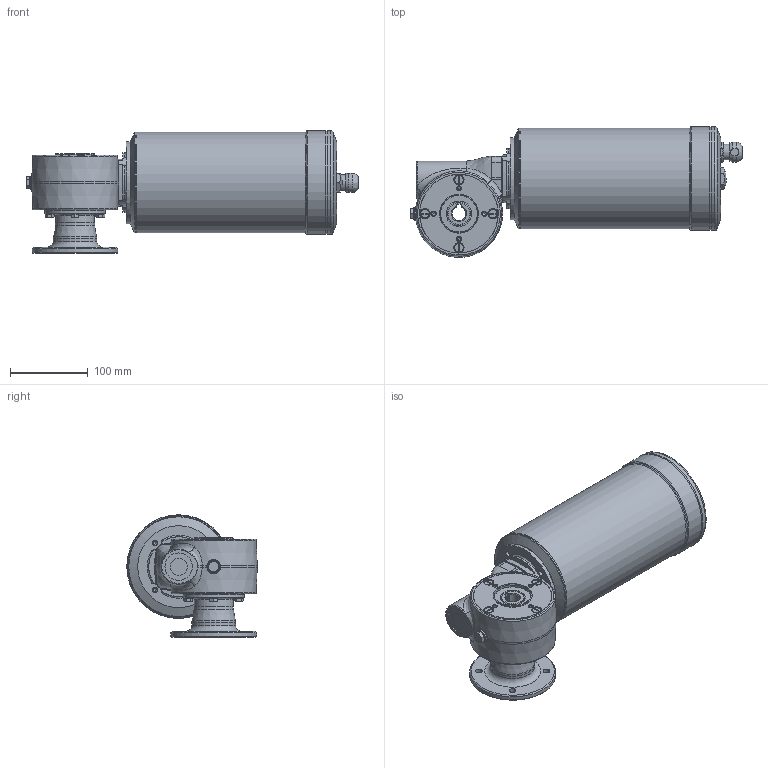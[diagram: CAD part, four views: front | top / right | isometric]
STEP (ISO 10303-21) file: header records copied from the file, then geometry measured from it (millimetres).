
FILE_DESCRIPTION( ( 'Unknown' ), '1' );
FILE_NAME( 'BFC724BDE456AF96581C7D05815A4.3d.stp', 'Unknown', ( 'Unknown' ), ( 'Unknown' ), 'PSStep 10.1', 'Unknown', ' ' );
FILE_SCHEMA( ( 'AUTOMOTIVE_DESIGN { 1 0 10303 214 1 1 1 1 }' ) );
Length unit declared in the file: millimetre
Products named in the file (1): N458800
Bounding box: 425.8 x 167.28 x 157 mm (x, y, z)
Volume: 4391362.6 mm3; surface area: 242491.5 mm2
Topology: 1 solids, 21 shells, 573 faces, 1325 edges, 844 vertices
Faces by surface type: plane 212, cylinder 139, cone 135, bspline 46, torus 40, sphere 1
Full cylindrical faces by diameter (mm): 4.134 x1, 4.917 x20, 6 x8, 6.5 x8, 7 x9, 8.5 x4, 8.9 x4, 10 x4, 11 x4, 13.4 x1, 14 x1, 16.662 x1, 17 x1, 18 x1, 20 x1, 22 x1, 25 x1, 32.5 x2, 35 x1, 40 x2, 45.5 x1, 47 x2, 50 x4, 52 x1, 56 x1, 60 x1, 70 x2, 78 x1, 101 x1, 105 x1
Entity records: 24308 total; most frequent: CARTESIAN_POINT 8630, DIRECTION 2277, ORIENTED_EDGE 1970, AXIS2_PLACEMENT_3D 1017, EDGE_CURVE 985, EDGE_LOOP 866, VERTEX_POINT 738, FACE_OUTER_BOUND 700
